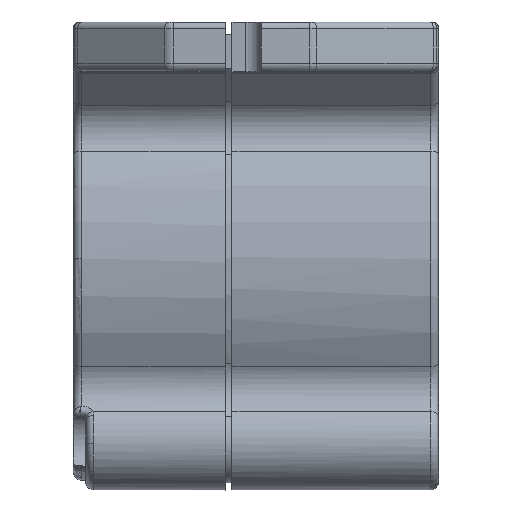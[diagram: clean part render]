
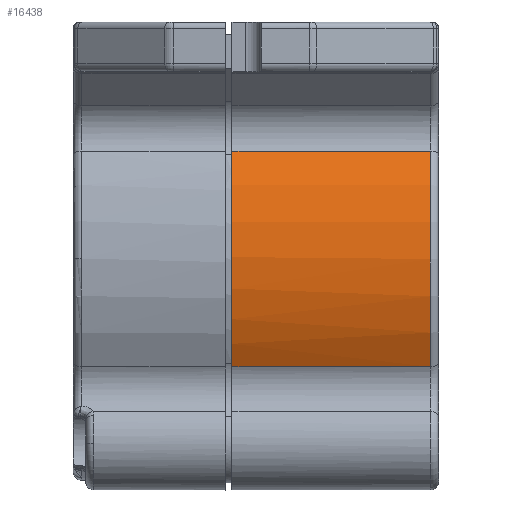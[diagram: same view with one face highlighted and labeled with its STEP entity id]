
A CAD part, left-side view. The second image highlights one B-rep face of the part: STEP entity #16438.
In plain terms, the highlighted cylindrical face has radius 34.175 mm (diameter 68.349 mm), a partial arc.
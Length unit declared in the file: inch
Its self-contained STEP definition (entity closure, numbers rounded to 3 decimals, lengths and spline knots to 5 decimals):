
#39 = LINE ( 'NONE', #18101, #17104 ) ;
#137 = VERTEX_POINT ( 'NONE', #18151 ) ;
#318 = DIRECTION ( 'NONE',  ( 0., 0., -1. ) ) ;
#1102 = AXIS2_PLACEMENT_3D ( 'NONE', #3998, #11841, #318 ) ;
#3491 = EDGE_CURVE ( 'NONE', #12149, #15425, #17684, .T. ) ;
#3723 = CARTESIAN_POINT ( 'NONE',  ( -1.1742, 1.25984, -0.65689 ) ) ;
#3998 = CARTESIAN_POINT ( 'NONE',  ( 0., 0.05541, 0. ) ) ;
#4661 = AXIS2_PLACEMENT_3D ( 'NONE', #12302, #9105, #20329 ) ;
#5664 = EDGE_CURVE ( 'NONE', #13633, #15425, #39, .T. ) ;
#5812 = EDGE_CURVE ( 'NONE', #137, #13633, #13030, .T. ) ;
#6638 = DIRECTION ( 'NONE',  ( 0., -1., 0. ) ) ;
#6917 = CARTESIAN_POINT ( 'NONE',  ( -1.40779, 1.25984, 0.23589 ) ) ;
#7261 = ORIENTED_EDGE ( 'NONE', *, *, #5812, .T. ) ;
#8384 = EDGE_CURVE ( 'NONE', #12149, #137, #17050, .T. ) ;
#8573 = CARTESIAN_POINT ( 'NONE',  ( -1.1765, 2.0775, 0.65275 ) ) ;
#9105 = DIRECTION ( 'NONE',  ( 0., -1., 0. ) ) ;
#9288 = CARTESIAN_POINT ( 'NONE',  ( -1.1742, 1.25984, -0.65689 ) ) ;
#9853 = CARTESIAN_POINT ( 'NONE',  ( -1.1765, 0.05541, 0.65275 ) ) ;
#10201 = DIRECTION ( 'NONE',  ( 0., 1., 0. ) ) ;
#10696 = ORIENTED_EDGE ( 'NONE', *, *, #3491, .F. ) ;
#11687 = CARTESIAN_POINT ( 'NONE',  ( -1.40695, 1.25984, -0.24084 ) ) ;
#11841 = DIRECTION ( 'NONE',  ( 0., -1., 0. ) ) ;
#12065 = CYLINDRICAL_SURFACE ( 'NONE', #4661, 1.34545 ) ;
#12149 = VERTEX_POINT ( 'NONE', #9853 ) ;
#12302 = CARTESIAN_POINT ( 'NONE',  ( 0., 2.0775, 0. ) ) ;
#13030 =( BOUNDED_CURVE ( )  B_SPLINE_CURVE ( 3, ( #16548, #6917, #11687, #3723 ),
 .UNSPECIFIED., .F., .T. ) 
 B_SPLINE_CURVE_WITH_KNOTS ( ( 4, 4 ),
 ( 5.77665, 6.79324 ),
 .UNSPECIFIED. ) 
 CURVE ( )  GEOMETRIC_REPRESENTATION_ITEM ( )  RATIONAL_B_SPLINE_CURVE ( ( 1., 0.916, 0.916, 1. ) ) 
 REPRESENTATION_ITEM ( '' )  );
#13218 = VECTOR ( 'NONE', #10201, 39.37008 ) ;
#13318 = EDGE_LOOP ( 'NONE', ( #17005, #10696, #20209, #7261 ) ) ;
#13633 = VERTEX_POINT ( 'NONE', #9288 ) ;
#15425 = VERTEX_POINT ( 'NONE', #18297 ) ;
#16438 = ADVANCED_FACE ( 'NONE', ( #19700 ), #12065, .T. ) ;
#16548 = CARTESIAN_POINT ( 'NONE',  ( -1.1765, 1.25984, 0.65275 ) ) ;
#17005 = ORIENTED_EDGE ( 'NONE', *, *, #5664, .T. ) ;
#17050 = LINE ( 'NONE', #8573, #13218 ) ;
#17104 = VECTOR ( 'NONE', #6638, 39.37008 ) ;
#17684 = CIRCLE ( 'NONE', #1102, 1.34545 ) ;
#18101 = CARTESIAN_POINT ( 'NONE',  ( -1.1742, 2.0775, -0.65689 ) ) ;
#18151 = CARTESIAN_POINT ( 'NONE',  ( -1.1765, 1.25984, 0.65275 ) ) ;
#18297 = CARTESIAN_POINT ( 'NONE',  ( -1.1742, 0.05541, -0.65689 ) ) ;
#19700 = FACE_OUTER_BOUND ( 'NONE', #13318, .T. ) ;
#20209 = ORIENTED_EDGE ( 'NONE', *, *, #8384, .T. ) ;
#20329 = DIRECTION ( 'NONE',  ( 0., 0., -1. ) ) ;
